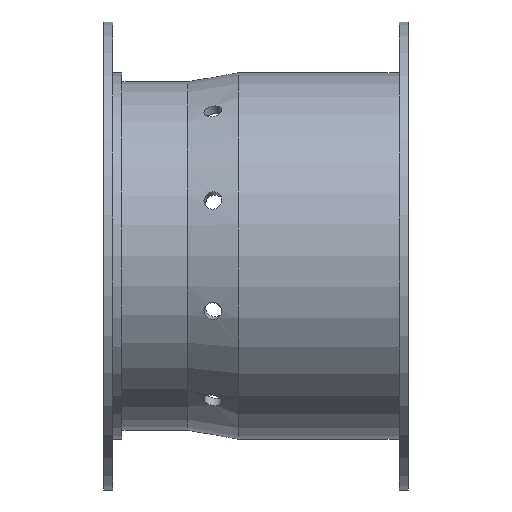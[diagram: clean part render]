
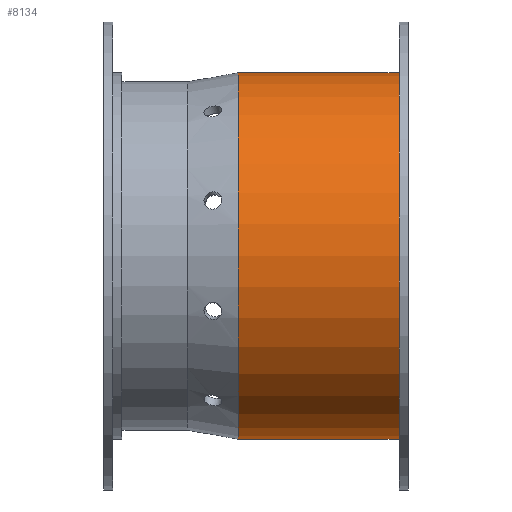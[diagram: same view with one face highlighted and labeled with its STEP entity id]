
A CAD part, top view. The second image highlights one B-rep face of the part: STEP entity #8134.
In plain terms, the highlighted cylindrical face has radius 2578.1 mm (diameter 5156.2 mm), a partial arc.
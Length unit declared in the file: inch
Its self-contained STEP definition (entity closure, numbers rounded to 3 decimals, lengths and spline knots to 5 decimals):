
#3887=CARTESIAN_POINT('',(433.54276,0.,0.));
#3888=DIRECTION('',(1.,0.,0.));
#3889=DIRECTION('',(0.,1.,0.));
#3890=AXIS2_PLACEMENT_3D('',#3887,#3888,#3889);
#5053=DIRECTION('',(-1.,0.,0.));
#5054=VECTOR('',#5053,88.95724);
#5055=CARTESIAN_POINT('',(522.5,101.5,0.));
#5056=LINE('',#5055,#5054);
#5060=DIRECTION('',(-1.,0.,0.));
#5061=VECTOR('',#5060,88.95724);
#5062=CARTESIAN_POINT('',(522.5,-101.5,0.));
#5063=LINE('',#5062,#5061);
#5075=CARTESIAN_POINT('',(522.5,0.,0.));
#5076=DIRECTION('',(1.,0.,0.));
#5077=DIRECTION('',(0.,1.,0.));
#5078=AXIS2_PLACEMENT_3D('',#5075,#5076,#5077);
#6957=CARTESIAN_POINT('',(522.5,101.5,0.));
#6958=CARTESIAN_POINT('',(433.54276,101.5,0.));
#6959=VERTEX_POINT('',#6957);
#6960=VERTEX_POINT('',#6958);
#6997=CARTESIAN_POINT('',(522.5,-101.5,0.));
#6998=CARTESIAN_POINT('',(433.54276,-101.5,0.));
#6999=VERTEX_POINT('',#6997);
#7000=VERTEX_POINT('',#6998);
#8122=CARTESIAN_POINT('',(0.,0.,0.));
#8123=DIRECTION('',(1.,0.,0.));
#8124=DIRECTION('',(0.,-1.,0.));
#8125=AXIS2_PLACEMENT_3D('',#8122,#8123,#8124);
#8126=CYLINDRICAL_SURFACE('',#8125,101.5);
#8127=ORIENTED_EDGE('',*,*,#8105,.F.);
#8129=ORIENTED_EDGE('',*,*,#8128,.T.);
#8130=ORIENTED_EDGE('',*,*,#8108,.T.);
#8131=ORIENTED_EDGE('',*,*,#7894,.F.);
#8132=EDGE_LOOP('',(#8127,#8129,#8130,#8131));
#8133=FACE_OUTER_BOUND('',#8132,.F.);
#3891=CIRCLE('',#3890,101.5);
#5079=CIRCLE('',#5078,101.5);
#7894=EDGE_CURVE('',#6960,#7000,#3891,.T.);
#8105=EDGE_CURVE('',#6959,#6960,#5056,.T.);
#8108=EDGE_CURVE('',#6999,#7000,#5063,.T.);
#8128=EDGE_CURVE('',#6959,#6999,#5079,.T.);
#8134=ADVANCED_FACE('',(#8133),#8126,.T.);
